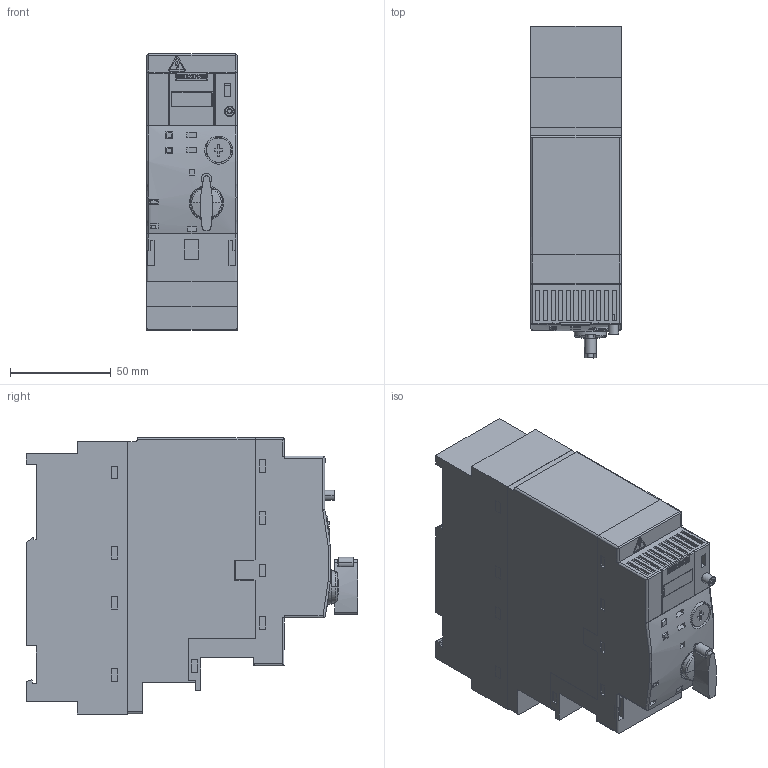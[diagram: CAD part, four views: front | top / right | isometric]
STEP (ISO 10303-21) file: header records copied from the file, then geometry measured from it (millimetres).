
FILE_DESCRIPTION(('no description'),'unknown implementation level');
FILE_NAME('3RA61200AB30.STEP',' ',('CADClick, version 2.2.5, www.kimweb.de, licensed to SIEMENS A&D'),('ccLab - KiM Gmbh - www.kimweb.de'),'unknown preprocess','ACIS','unknown authorization');
FILE_SCHEMA(('automotive_design'));
Length unit declared in the file: millimetre
Products named in the file (21): 1; 2; 3; 4; 5; 6; 7; 8; 9; 10; 11; 12; 13; 14; 15; 16; 17; 18; 19; 20; 21
Bounding box: 45 x 165 x 137.3 mm (x, y, z)
Volume: 756914.3 mm3; surface area: 109365.9 mm2
Topology: 21 solids, 21 shells, 706 faces, 1862 edges, 1230 vertices
Faces by surface type: plane 593, cylinder 97, torus 12, sphere 4
Entity records: 43610 total; most frequent: CARTESIAN_POINT 4237, STYLED_ITEM 3819, PRESENTATION_STYLE_ASSIGNMENT 3819, COLOUR_RGB 3819, ORIENTED_EDGE 3724, DIRECTION 3522, EDGE_CURVE 1862, CURVE_STYLE 1862
